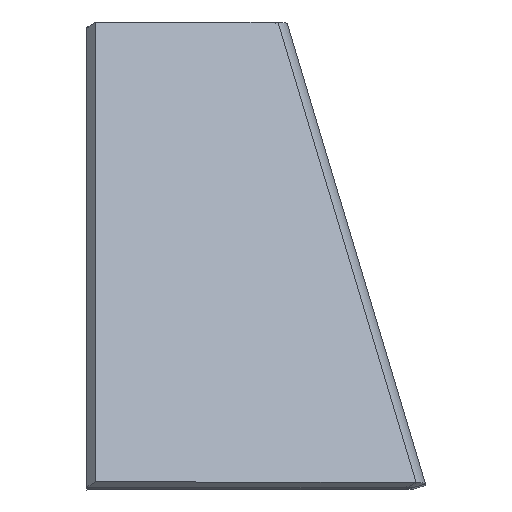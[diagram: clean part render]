
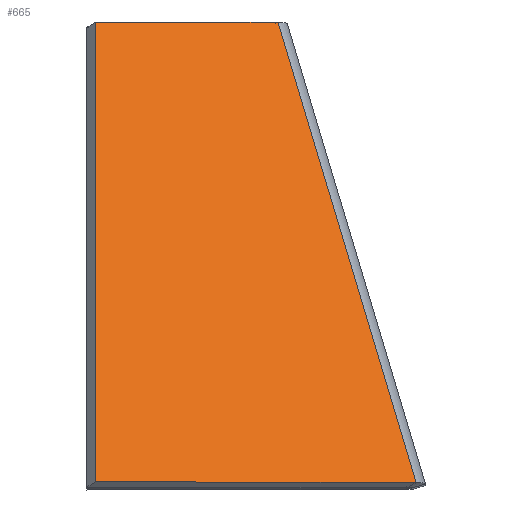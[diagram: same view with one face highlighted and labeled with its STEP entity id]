
A CAD part, top view. The second image highlights one B-rep face of the part: STEP entity #665.
In plain terms, the highlighted planar face has unit normal (0.65, 0.392, 0.65).
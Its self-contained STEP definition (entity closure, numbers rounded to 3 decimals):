
#14 = EDGE_LOOP ( 'NONE', ( #113, #287, #343, #481 ) ) ;
#36 = LINE ( 'NONE', #528, #251 ) ;
#59 = CARTESIAN_POINT ( 'NONE',  ( 71.586, 1.177, 103.027 ) ) ;
#62 = DIRECTION ( 'NONE',  ( -0.707, 0., 0.707 ) ) ;
#87 = CARTESIAN_POINT ( 'NONE',  ( 87.307, 1.177, 87.307 ) ) ;
#113 = ORIENTED_EDGE ( 'NONE', *, *, #297, .F. ) ;
#115 = CARTESIAN_POINT ( 'NONE',  ( 1.951, 1.177, 172.662 ) ) ;
#140 = DIRECTION ( 'NONE',  ( -0.707, 0., 0.707 ) ) ;
#157 = LINE ( 'NONE', #165, #557 ) ;
#165 = CARTESIAN_POINT ( 'NONE',  ( 58.508, 44.771, 89.816 ) ) ;
#173 = CARTESIAN_POINT ( 'NONE',  ( 74.174, 44.73, 74.174 ) ) ;
#175 = VECTOR ( 'NONE', #275, 1000. ) ;
#180 = VERTEX_POINT ( 'NONE', #59 ) ;
#198 = LINE ( 'NONE', #218, #175 ) ;
#201 = VECTOR ( 'NONE', #140, 1000. ) ;
#211 = EDGE_CURVE ( 'NONE', #504, #491, #198, .T. ) ;
#218 = CARTESIAN_POINT ( 'NONE',  ( 57.154, 101.177, 57.154 ) ) ;
#243 = EDGE_CURVE ( 'NONE', #491, #596, #36, .T. ) ;
#251 = VECTOR ( 'NONE', #576, 1000. ) ;
#275 = DIRECTION ( 'NONE',  ( -0.707, 0., 0.707 ) ) ;
#284 = DIRECTION ( 'NONE',  ( -0.65, -0.392, -0.65 ) ) ;
#287 = ORIENTED_EDGE ( 'NONE', *, *, #482, .T. ) ;
#297 = EDGE_CURVE ( 'NONE', #180, #596, #411, .T. ) ;
#299 = CARTESIAN_POINT ( 'NONE',  ( 1.951, 101.177, 112.357 ) ) ;
#343 = ORIENTED_EDGE ( 'NONE', *, *, #211, .T. ) ;
#346 = FACE_OUTER_BOUND ( 'NONE', #14, .T. ) ;
#411 = LINE ( 'NONE', #87, #201 ) ;
#437 = PLANE ( 'NONE',  #524 ) ;
#481 = ORIENTED_EDGE ( 'NONE', *, *, #243, .T. ) ;
#482 = EDGE_CURVE ( 'NONE', #180, #504, #157, .T. ) ;
#491 = VERTEX_POINT ( 'NONE', #299 ) ;
#504 = VERTEX_POINT ( 'NONE', #526 ) ;
#524 = AXIS2_PLACEMENT_3D ( 'NONE', #173, #284, #62 ) ;
#526 = CARTESIAN_POINT ( 'NONE',  ( 41.586, 101.177, 72.723 ) ) ;
#528 = CARTESIAN_POINT ( 'NONE',  ( 1.951, 101.177, 112.357 ) ) ;
#557 = VECTOR ( 'NONE', #561, 1000. ) ;
#561 = DIRECTION ( 'NONE',  ( -0.276, 0.92, -0.279 ) ) ;
#576 = DIRECTION ( 'NONE',  ( 0., -0.856, 0.516 ) ) ;
#596 = VERTEX_POINT ( 'NONE', #115 ) ;
#665 = ADVANCED_FACE ( 'NONE', ( #346 ), #437, .F. ) ;
